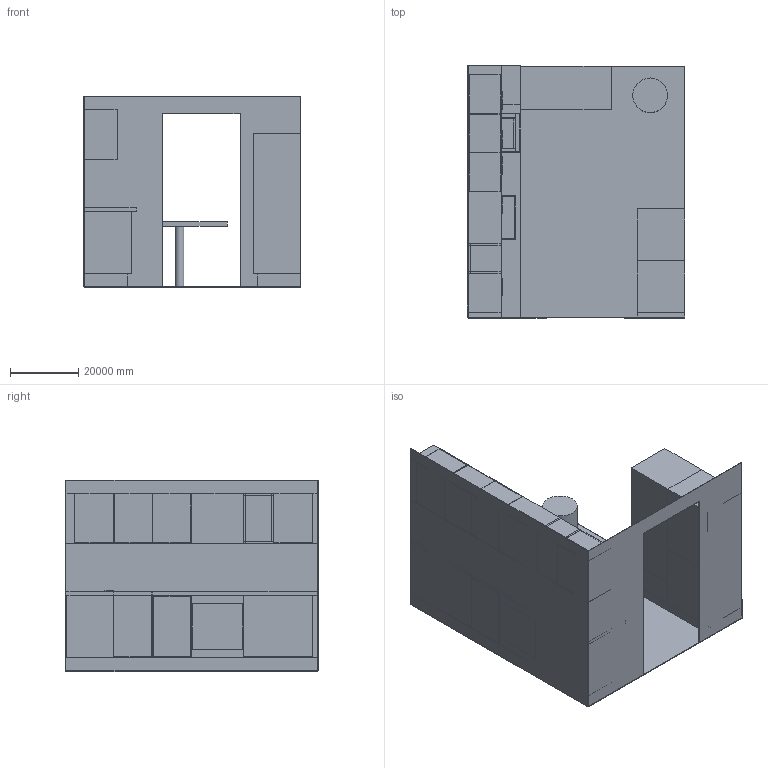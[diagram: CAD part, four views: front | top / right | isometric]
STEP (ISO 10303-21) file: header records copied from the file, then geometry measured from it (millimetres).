
FILE_DESCRIPTION(/* description */ (''),/* implementation_level */ '2;1');
FILE_NAME(/* name */ 'Küche_idee.stp',/* time_stamp */ '2024-02-07T12:10:30+01:00',/* author */ ('pries'),/* organization */ (''),/* preprocessor_version */ 'ST-DEVELOPER v19',/* originating_system */ 'AutoCAD Mechanical',/* authorisation */ '');
FILE_SCHEMA (('AUTOMOTIVE_DESIGN { 1 0 10303 214 3 1 1 }'));
Length unit declared in the file: inch
Products named in the file (1): Product
Bounding box: 63754 x 73914 x 56134 mm (x, y, z)
Volume: 35569842269192.4 mm3; surface area: 63824494991.9 mm2
Topology: 122 solids, 122 shells, 730 faces, 1469 edges, 985 vertices
Faces by surface type: plane 728, cylinder 2
Full cylindrical faces by diameter (mm): 2540 x1, 10160 x1
Entity records: 18541 total; most frequent: CARTESIAN_POINT 3214, DIRECTION 2924, ORIENTED_EDGE 2916, EDGE_CURVE 1458, LINE 1454, VECTOR 1454, VERTEX_POINT 972, AXIS2_PLACEMENT_3D 735
